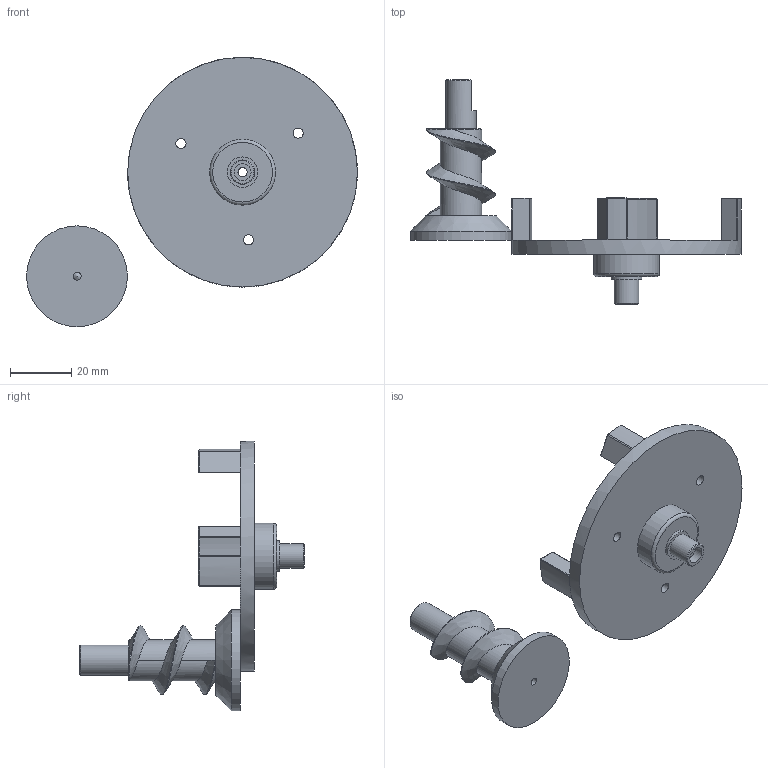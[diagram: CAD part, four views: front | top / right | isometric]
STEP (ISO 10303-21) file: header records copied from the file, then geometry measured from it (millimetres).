
FILE_DESCRIPTION(/* description */ (''),/* implementation_level */ '2;1');
FILE_NAME(/* name */ 'Outer spindle v20.step',/* time_stamp */ '2020-09-16T20:51:06-07:00',/* author */ (''),/* organization */ (''),/* preprocessor_version */ 'ST-DEVELOPER v18.1',/* originating_system */ 'Autodesk Translation Framework v9.3.0.1241',/* authorisation */ '');
FILE_SCHEMA (('AUTOMOTIVE_DESIGN { 1 0 10303 214 3 1 1 }'));
Length unit declared in the file: millimetre
Products named in the file (1): Outer spindle
Bounding box: 108.28 x 73.4 x 88.17 mm (x, y, z)
Volume: 36902.6 mm3; surface area: 18380.9 mm2
Topology: 2 solids, 2 shells, 116 faces, 257 edges, 154 vertices
Faces by surface type: plane 69, cylinder 25, cone 16, bspline 5, torus 1
Full cylindrical faces by diameter (mm): 2.529 x1, 3 x1, 3.332 x3, 4.75 x1, 5.55 x1, 8 x1, 10 x2, 13.5 x1, 21.55 x1, 33 x1, 51.9 x1, 75.2 x1
Entity records: 3810 total; most frequent: CARTESIAN_POINT 1289, ORIENTED_EDGE 510, DIRECTION 504, EDGE_CURVE 255, AXIS2_PLACEMENT_3D 183, VERTEX_POINT 154, LINE 138, VECTOR 138
